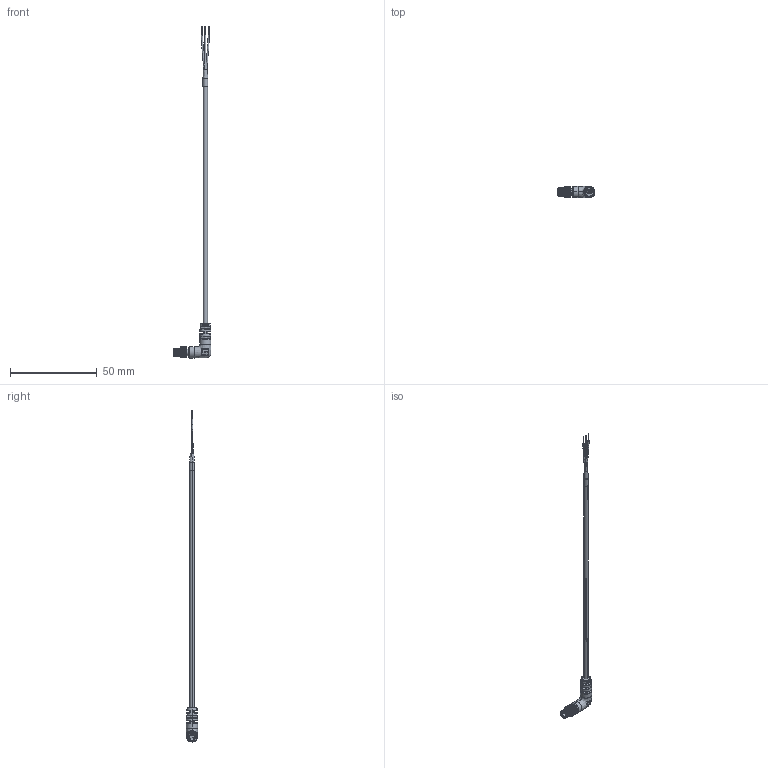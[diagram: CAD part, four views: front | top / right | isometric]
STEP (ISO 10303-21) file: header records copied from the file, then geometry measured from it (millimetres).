
FILE_DESCRIPTION (( 'STEP AP203' ), '1' );
FILE_NAME ('10-03632_revA.STEP', '2020-03-19T16:44:11', ( '' ), ( '' ), 'SwSTEP 2.0', 'SolidWorks 2015', '' );
FILE_SCHEMA (( 'CONFIG_CONTROL_DESIGN' ));
Length unit declared in the file: millimetre
Products named in the file (8): 50-00601; 10-03632_revA; M5Male_pin_13.75 mm; 24-00329; M5M3P; M5Male_inline threads; 30-00653_s + t
Assembly tree (9 placements, depth 4):
  10-03632_revA
    24-00329
    50-00601
      M5Male_inline threads
      M5M3P
        M5M3P
        M5Male_pin_13.75 mm  x3
    30-00653_s + t
Bounding box: 21.86 x 6.5 x 191 mm (x, y, z)
Volume: 1826.2 mm3; surface area: 13379 mm2
Topology: 276 solids, 276 shells, 2177 faces, 4321 edges, 2711 vertices
Faces by surface type: cylinder 1008, plane 630, bspline 460, torus 67, cone 6, sphere 6
Entity records: 66845 total; most frequent: CARTESIAN_POINT 23232, ORIENTED_EDGE 8514, DIRECTION 8470, EDGE_CURVE 4257, AXIS2_PLACEMENT_3D 3635, VERTEX_POINT 2671, EDGE_LOOP 2468, FACE_OUTER_BOUND 2153
